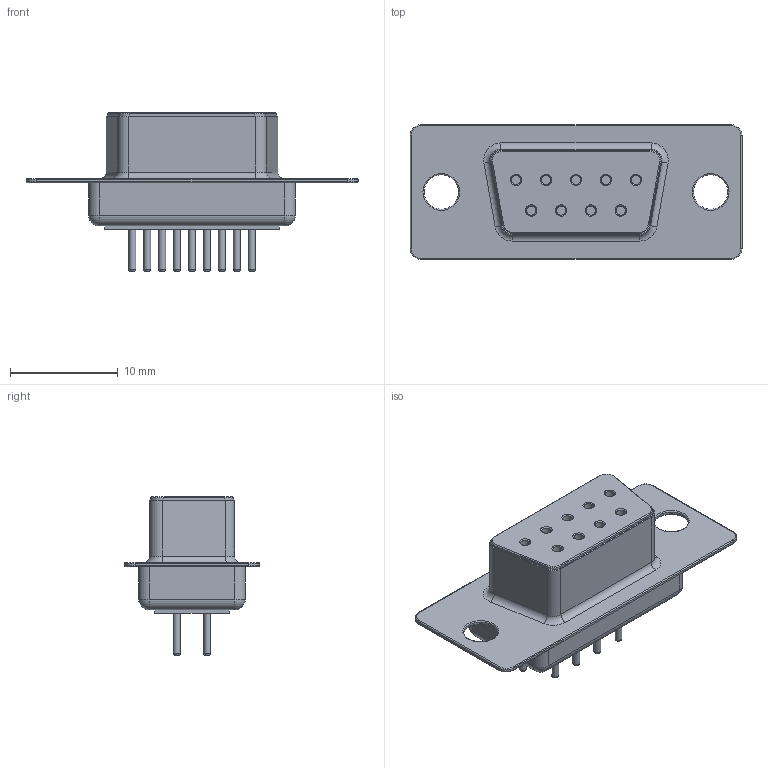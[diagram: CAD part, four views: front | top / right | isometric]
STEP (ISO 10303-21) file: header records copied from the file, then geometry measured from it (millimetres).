
FILE_DESCRIPTION(/* description */ ('model of DSUB-9_Female_Vertical_P2.77x2.84mm_MountingHoles'),/* implementation_level */ '2;1');
FILE_NAME(/* name */ 'DSUB-9_Female_Vertical_P2.77x2.84mm_MountingHoles.step',/* time_stamp */ '2019-07-01T21:15:31',/* author */ ('kicad StepUp','ksu'),/* organization */ ('FreeCAD'),/* preprocessor_version */ 'OCC',/* originating_system */ 'kicad StepUp',/* authorisation */ '');
FILE_SCHEMA(('AUTOMOTIVE_DESIGN { 1 0 10303 214 1 1 1 1 }'));
Length unit declared in the file: millimetre
Products named in the file (1): DSUB-9_Female_Vertical_P2.77x2.84mm_MountingHoles
Bounding box: 30.8 x 12.5 x 14.7 mm (x, y, z)
Volume: 1611 mm3; surface area: 1634.1 mm2
Topology: 1 solids, 1 shells, 151 faces, 332 edges, 194 vertices
Faces by surface type: cylinder 56, plane 49, torus 25, cone 17, sphere 4
Full cylindrical faces by diameter (mm): 0.64 x9, 0.853 x9, 3.2 x2
Entity records: 5207 total; most frequent: DIRECTION 799, CARTESIAN_POINT 674, ORIENTED_EDGE 656, EDGE_CURVE 328, AXIS2_PLACEMENT_3D 319, VERTEX_POINT 194, FACE_BOUND 186, EDGE_LOOP 186
